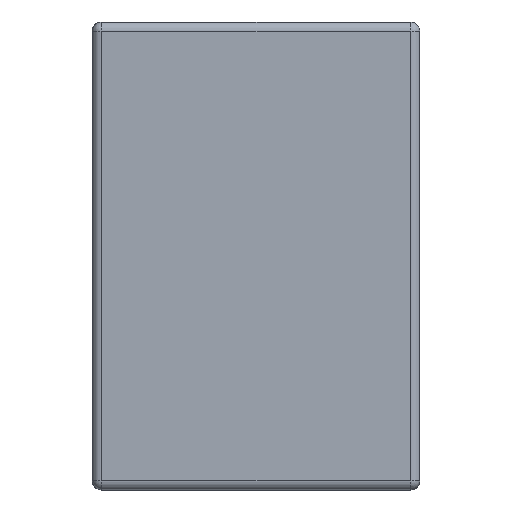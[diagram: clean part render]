
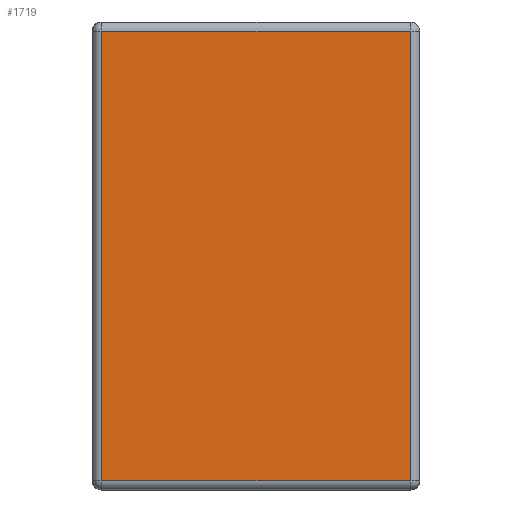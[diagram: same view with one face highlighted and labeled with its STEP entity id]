
A CAD part, left-side view. The second image highlights one B-rep face of the part: STEP entity #1719.
In plain terms, the highlighted planar face has unit normal (-1, 0, 0).
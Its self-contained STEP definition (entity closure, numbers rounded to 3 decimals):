
#1 = EDGE_CURVE ( 'NONE', #991, #1078, #679, .T. ) ;
#28 = VERTEX_POINT ( 'NONE', #550 ) ;
#55 = CARTESIAN_POINT ( 'NONE',  ( -0.5, 0.01, 0.25 ) ) ;
#79 = DIRECTION ( 'NONE',  ( 1., 0., 0. ) ) ;
#199 = VECTOR ( 'NONE', #1346, 1000. ) ;
#286 = CARTESIAN_POINT ( 'NONE',  ( -0.5, 0.34, -0.24 ) ) ;
#289 = DIRECTION ( 'NONE',  ( 0., -1., 0. ) ) ;
#317 = VECTOR ( 'NONE', #289, 1000. ) ;
#395 = FACE_OUTER_BOUND ( 'NONE', #1166, .T. ) ;
#489 = ORIENTED_EDGE ( 'NONE', *, *, #789, .T. ) ;
#498 = VERTEX_POINT ( 'NONE', #644 ) ;
#545 = CARTESIAN_POINT ( 'NONE',  ( -0.5, 0.34, 0.25 ) ) ;
#550 = CARTESIAN_POINT ( 'NONE',  ( -0.5, 0.34, 0.24 ) ) ;
#564 = EDGE_CURVE ( 'NONE', #498, #28, #939, .T. ) ;
#568 = DIRECTION ( 'NONE',  ( 0., 0., -1. ) ) ;
#641 = LINE ( 'NONE', #55, #1012 ) ;
#644 = CARTESIAN_POINT ( 'NONE',  ( -0.5, 0.01, 0.24 ) ) ;
#669 = CARTESIAN_POINT ( 'NONE',  ( -0.5, 0., 0.24 ) ) ;
#679 = LINE ( 'NONE', #1235, #317 ) ;
#789 = EDGE_CURVE ( 'NONE', #28, #991, #1726, .T. ) ;
#939 = LINE ( 'NONE', #669, #199 ) ;
#991 = VERTEX_POINT ( 'NONE', #286 ) ;
#1012 = VECTOR ( 'NONE', #1598, 1000. ) ;
#1062 = DIRECTION ( 'NONE',  ( 0., 0., -1. ) ) ;
#1078 = VERTEX_POINT ( 'NONE', #1464 ) ;
#1166 = EDGE_LOOP ( 'NONE', ( #1699, #1432, #489, #1524 ) ) ;
#1188 = CARTESIAN_POINT ( 'NONE',  ( -0.5, 0., 0.25 ) ) ;
#1235 = CARTESIAN_POINT ( 'NONE',  ( -0.5, 0., -0.24 ) ) ;
#1346 = DIRECTION ( 'NONE',  ( 0., 1., 0. ) ) ;
#1432 = ORIENTED_EDGE ( 'NONE', *, *, #564, .T. ) ;
#1464 = CARTESIAN_POINT ( 'NONE',  ( -0.5, 0.01, -0.24 ) ) ;
#1524 = ORIENTED_EDGE ( 'NONE', *, *, #1, .T. ) ;
#1598 = DIRECTION ( 'NONE',  ( 0., 0., 1. ) ) ;
#1619 = PLANE ( 'NONE',  #1658 ) ;
#1631 = EDGE_CURVE ( 'NONE', #1078, #498, #641, .T. ) ;
#1658 = AXIS2_PLACEMENT_3D ( 'NONE', #1188, #79, #1062 ) ;
#1687 = VECTOR ( 'NONE', #568, 1000. ) ;
#1699 = ORIENTED_EDGE ( 'NONE', *, *, #1631, .T. ) ;
#1719 = ADVANCED_FACE ( 'NONE', ( #395 ), #1619, .F. ) ;
#1726 = LINE ( 'NONE', #545, #1687 ) ;
